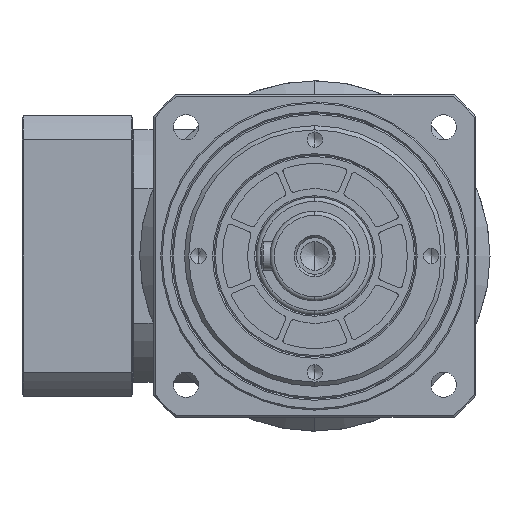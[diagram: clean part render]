
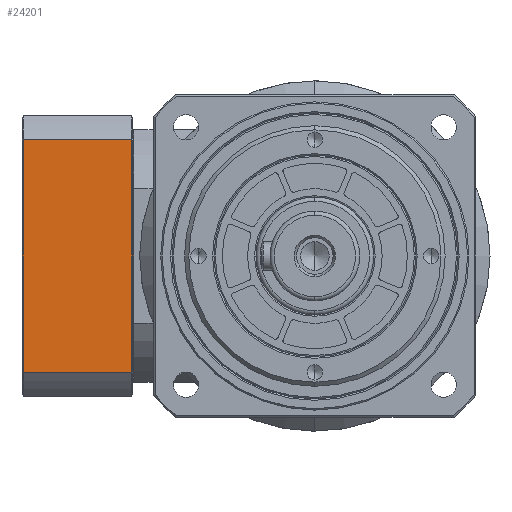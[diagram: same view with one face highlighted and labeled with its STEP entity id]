
A CAD part, left-side view. The second image highlights one B-rep face of the part: STEP entity #24201.
In plain terms, the highlighted face is planar.
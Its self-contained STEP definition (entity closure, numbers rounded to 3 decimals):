
#22803=DIRECTION('',(0.,1.,0.));
#22804=VECTOR('',#22803,83.066);
#22805=CARTESIAN_POINT('',(0.4,-41.533,50.));
#22806=LINE('',#22805,#22804);
#22869=DIRECTION('',(-1.,0.,0.));
#22870=VECTOR('',#22869,38.7);
#22871=CARTESIAN_POINT('',(39.1,-41.533,50.));
#22872=LINE('',#22871,#22870);
#22881=DIRECTION('',(1.,0.,0.));
#22882=VECTOR('',#22881,38.7);
#22883=CARTESIAN_POINT('',(0.4,41.533,50.));
#22884=LINE('',#22883,#22882);
#22953=DIRECTION('',(0.,-1.,0.));
#22954=VECTOR('',#22953,83.066);
#22955=CARTESIAN_POINT('',(39.1,41.533,50.));
#22956=LINE('',#22955,#22954);
#23040=CARTESIAN_POINT('',(39.1,-41.533,50.));
#23789=CARTESIAN_POINT('',(0.4,-41.533,50.));
#23790=CARTESIAN_POINT('',(0.4,41.533,50.));
#23791=VERTEX_POINT('',#23789);
#23792=VERTEX_POINT('',#23790);
#23839=VERTEX_POINT('',#23040);
#23897=CARTESIAN_POINT('',(39.1,41.533,50.));
#23898=VERTEX_POINT('',#23897);
#24188=CARTESIAN_POINT('',(0.,-41.533,50.));
#24189=DIRECTION('',(0.,0.,-1.));
#24190=DIRECTION('',(-1.,0.,0.));
#24191=AXIS2_PLACEMENT_3D('',#24188,#24189,#24190);
#24192=PLANE('',#24191);
#24194=ORIENTED_EDGE('',*,*,#24193,.T.);
#24196=ORIENTED_EDGE('',*,*,#24195,.T.);
#24197=ORIENTED_EDGE('',*,*,#24179,.T.);
#24198=ORIENTED_EDGE('',*,*,#24070,.T.);
#24199=EDGE_LOOP('',(#24194,#24196,#24197,#24198));
#24200=FACE_OUTER_BOUND('',#24199,.F.);
#24201=ADVANCED_FACE('',(#24200),#24192,.F.);
#24070=EDGE_CURVE('',#23791,#23792,#22806,.T.);
#24179=EDGE_CURVE('',#23839,#23791,#22872,.T.);
#24193=EDGE_CURVE('',#23792,#23898,#22884,.T.);
#24195=EDGE_CURVE('',#23898,#23839,#22956,.T.);
